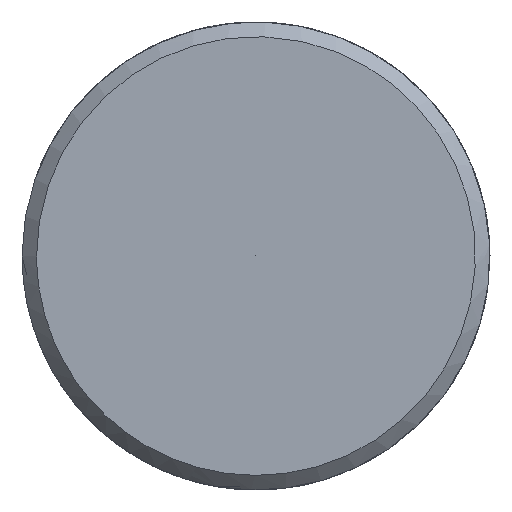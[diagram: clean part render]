
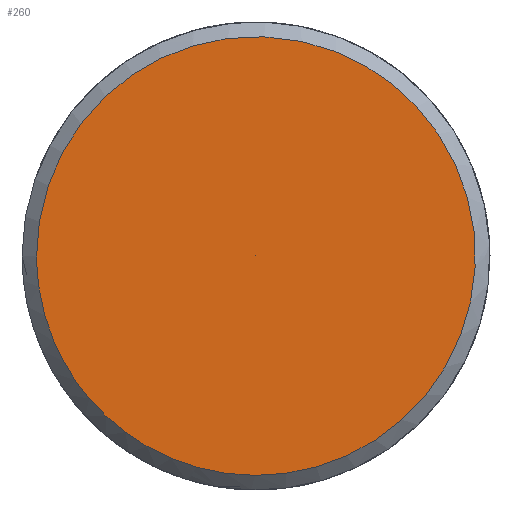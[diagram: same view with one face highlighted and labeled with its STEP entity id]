
A CAD part, left-side view. The second image highlights one B-rep face of the part: STEP entity #260.
In plain terms, the highlighted free-form (B-spline) face has degree [5, 3] with [6, 4] control points.
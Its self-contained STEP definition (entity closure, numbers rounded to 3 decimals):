
#174 = CARTESIAN_POINT ('', (-100., 3.75, 0.));
#175 = VERTEX_POINT ('', #174);
#183 = CARTESIAN_POINT ('', (-100., 3.75, 0.));
#184 = CARTESIAN_POINT ('', (-100., 3.75, 15.));
#185 = CARTESIAN_POINT ('', (-100., -11.25, 7.5));
#186 = CARTESIAN_POINT ('', (-100., -11.25, -7.5));
#187 = CARTESIAN_POINT ('', (-100., 3.75, -15.));
#188 = CARTESIAN_POINT ('', (-100., 3.75, 0.));
#189 = (
   BOUNDED_CURVE ()
   B_SPLINE_CURVE (5, (#183, #184, #185, #186, #187, #188), .UNSPECIFIED., .T., .U.)
   B_SPLINE_CURVE_WITH_KNOTS ((6, 6), (0., 1.), .UNSPECIFIED.)
   CURVE ()
   GEOMETRIC_REPRESENTATION_ITEM ()
   RATIONAL_B_SPLINE_CURVE ((5., 1., 1., 1., 1., 5.))
   REPRESENTATION_ITEM ('')
);
#190 = EDGE_CURVE ('', #175, #175, #189, .T.);
#222 = CARTESIAN_POINT ('', (-100., 0., 0.));
#223 = VERTEX_POINT ('', #222);
#224 = CARTESIAN_POINT ('', (-100., 0., 0.));
#225 = CARTESIAN_POINT ('', (-100., 1.25, 0.));
#226 = CARTESIAN_POINT ('', (-100., 2.5, 0.));
#227 = CARTESIAN_POINT ('', (-100., 3.75, 0.));
#228 = B_SPLINE_CURVE_WITH_KNOTS ('', 3, (#224, #225, #226, #227), .UNSPECIFIED., .F., .U., (4, 4), (0., 1.), .UNSPECIFIED.);
#229 = EDGE_CURVE ('', #223, #175, #228, .T.);
#230 = ORIENTED_EDGE ('', *, *, #229, .F.);
#231 = ORIENTED_EDGE ('', *, *, #229, .T.);
#232 = ORIENTED_EDGE ('', *, *, #190, .F.);
#233 = EDGE_LOOP ('', (#230, #231, #232));
#234 = FACE_OUTER_BOUND ('', #233, .T.);
#235 = CARTESIAN_POINT ('', (-100., 0., 0.));
#236 = CARTESIAN_POINT ('', (-100., 1.25, 0.));
#237 = CARTESIAN_POINT ('', (-100., 2.5, 0.));
#238 = CARTESIAN_POINT ('', (-100., 3.75, 0.));
#239 = CARTESIAN_POINT ('', (-100., 0., 0.));
#240 = CARTESIAN_POINT ('', (-100., 1.25, 5.));
#241 = CARTESIAN_POINT ('', (-100., 2.5, 10.));
#242 = CARTESIAN_POINT ('', (-100., 3.75, 15.));
#243 = CARTESIAN_POINT ('', (-100., 0., 0.));
#244 = CARTESIAN_POINT ('', (-100., -3.75, 2.5));
#245 = CARTESIAN_POINT ('', (-100., -7.5, 5.));
#246 = CARTESIAN_POINT ('', (-100., -11.25, 7.5));
#247 = CARTESIAN_POINT ('', (-100., 0., 0.));
#248 = CARTESIAN_POINT ('', (-100., -3.75, -2.5));
#249 = CARTESIAN_POINT ('', (-100., -7.5, -5.));
#250 = CARTESIAN_POINT ('', (-100., -11.25, -7.5));
#251 = CARTESIAN_POINT ('', (-100., 0., 0.));
#252 = CARTESIAN_POINT ('', (-100., 1.25, -5.));
#253 = CARTESIAN_POINT ('', (-100., 2.5, -10.));
#254 = CARTESIAN_POINT ('', (-100., 3.75, -15.));
#255 = CARTESIAN_POINT ('', (-100., 0., 0.));
#256 = CARTESIAN_POINT ('', (-100., 1.25, 0.));
#257 = CARTESIAN_POINT ('', (-100., 2.5, 0.));
#258 = CARTESIAN_POINT ('', (-100., 3.75, 0.));
#259 = (
   BOUNDED_SURFACE ()
   B_SPLINE_SURFACE (5, 3, ((#235, #236, #237, #238), (#239, #240, #241, #242), (#243, #244, #245, #246), (#247, #248, #249, #250), (#251, #252, #253, #254), (#255, #256, #257, #258)), .UNSPECIFIED., .T., .F., .U.)
   B_SPLINE_SURFACE_WITH_KNOTS ((6, 6), (4, 4), (0., 1.), (0., 1.), .UNSPECIFIED.)
   SURFACE ()
   GEOMETRIC_REPRESENTATION_ITEM ()
   RATIONAL_B_SPLINE_SURFACE (((5., 5., 5., 5.), (1., 1., 1., 1.), (1., 1., 1., 1.), (1., 1., 1., 1.), (1., 1., 1., 1.), (5., 5., 5., 5.)))
   REPRESENTATION_ITEM ('')
);
#260 = ADVANCED_FACE ('', (#234), #259, .T.);
